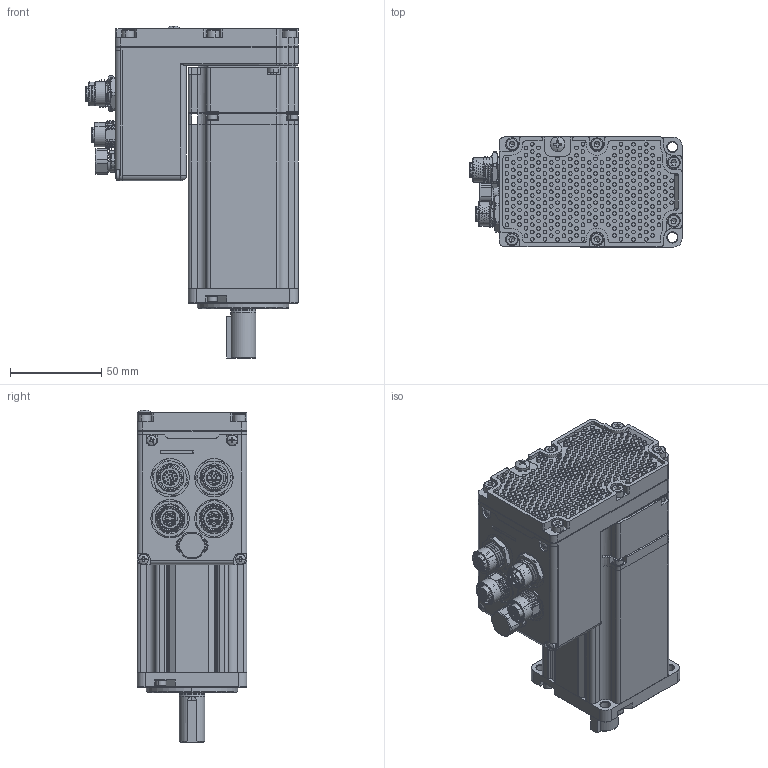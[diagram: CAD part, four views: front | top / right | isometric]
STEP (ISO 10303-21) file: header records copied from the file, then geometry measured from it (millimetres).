
FILE_DESCRIPTION (( 'STEP AP203' ), '1' );
FILE_NAME ('MDX+60-200W Fraba&棠晤 IP65 EC 湍价陬.STEP', '2022-12-14T03:21:54', ( '' ), ( '' ), 'SwSTEP 2.0', 'SolidWorks 2015', '' );
FILE_SCHEMA (( 'CONFIG_CONTROL_DESIGN' ));
Products named in the file (1): MDX+60-200W Fraba&棠晤 IP65 EC 湍价陬
Bounding box: 116.05 x 60.1 x 181.56 mm (x, y, z)
Surface area: 84888.7 mm2 (no closed solid volume)
Topology: 0 solids, 65 shells, 2389 faces, 6771 edges, 4679 vertices
Faces by surface type: cylinder 1170, plane 812, bspline 169, cone 138, torus 87, sphere 13
Entity records: 101724 total; most frequent: CARTESIAN_POINT 41155, DIRECTION 12663, ORIENTED_EDGE 11730, EDGE_CURVE 6753, AXIS2_PLACEMENT_3D 4993, VERTEX_POINT 4679, EDGE_LOOP 2859, CIRCLE 2772
